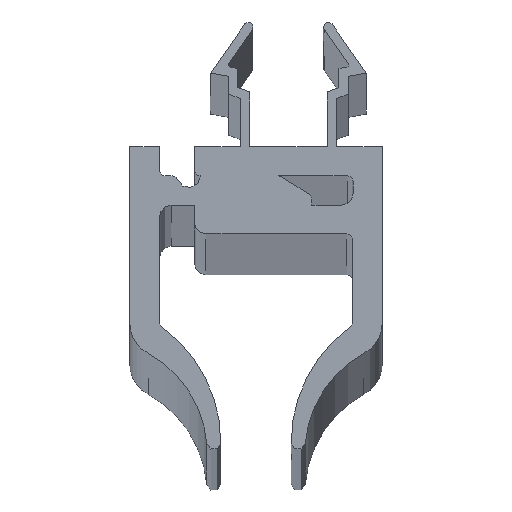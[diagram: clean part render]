
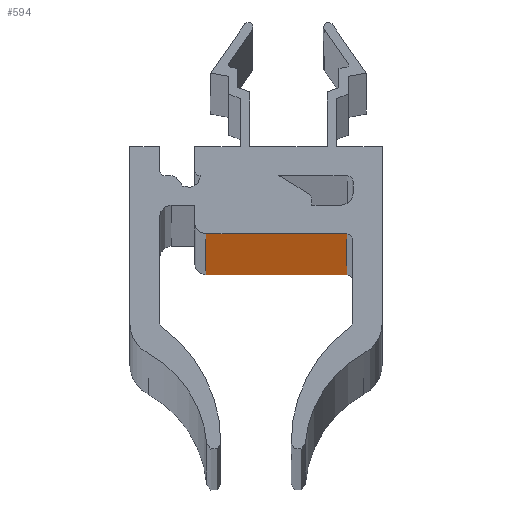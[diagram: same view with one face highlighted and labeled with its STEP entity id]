
A CAD part, top view. The second image highlights one B-rep face of the part: STEP entity #594.
In plain terms, the highlighted planar face has unit normal (0, -1, 0).
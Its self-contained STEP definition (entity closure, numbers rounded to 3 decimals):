
#101 = LINE ( 'NONE', #1939, #1758 ) ;
#278 = DIRECTION ( 'NONE',  ( 0., 0., -1. ) ) ;
#333 = VERTEX_POINT ( 'NONE', #677 ) ;
#387 = PLANE ( 'NONE',  #816 ) ;
#423 = CARTESIAN_POINT ( 'NONE',  ( 4.649, 5.562, 0. ) ) ;
#443 = DIRECTION ( 'NONE',  ( 1., 0., 0. ) ) ;
#481 = EDGE_CURVE ( 'NONE', #1902, #2221, #101, .T. ) ;
#594 = ADVANCED_FACE ( 'NONE', ( #1458 ), #387, .T. ) ;
#654 = LINE ( 'NONE', #1819, #2148 ) ;
#677 = CARTESIAN_POINT ( 'NONE',  ( 10.649, 5.562, 2000. ) ) ;
#686 = CARTESIAN_POINT ( 'NONE',  ( -1.351, 5.562, 0. ) ) ;
#711 = EDGE_CURVE ( 'NONE', #2299, #333, #654, .T. ) ;
#747 = VECTOR ( 'NONE', #1155, 1000. ) ;
#799 = DIRECTION ( 'NONE',  ( 1., 0., 0. ) ) ;
#816 = AXIS2_PLACEMENT_3D ( 'NONE', #423, #1379, #799 ) ;
#858 = CARTESIAN_POINT ( 'NONE',  ( -1.351, 5.562, 2000. ) ) ;
#975 = DIRECTION ( 'NONE',  ( 1., 0., 0. ) ) ;
#995 = VECTOR ( 'NONE', #278, 1000. ) ;
#1155 = DIRECTION ( 'NONE',  ( 0., 0., 1. ) ) ;
#1190 = CARTESIAN_POINT ( 'NONE',  ( 10.649, 5.562, 0. ) ) ;
#1289 = ORIENTED_EDGE ( 'NONE', *, *, #1757, .T. ) ;
#1345 = ORIENTED_EDGE ( 'NONE', *, *, #711, .F. ) ;
#1348 = CARTESIAN_POINT ( 'NONE',  ( 10.649, 5.562, 0. ) ) ;
#1376 = ORIENTED_EDGE ( 'NONE', *, *, #481, .T. ) ;
#1379 = DIRECTION ( 'NONE',  ( 0., -1., 0. ) ) ;
#1383 = EDGE_CURVE ( 'NONE', #2299, #1902, #2451, .T. ) ;
#1458 = FACE_OUTER_BOUND ( 'NONE', #2108, .T. ) ;
#1548 = CARTESIAN_POINT ( 'NONE',  ( -1.351, 5.562, 0. ) ) ;
#1757 = EDGE_CURVE ( 'NONE', #2221, #333, #1854, .T. ) ;
#1758 = VECTOR ( 'NONE', #975, 1000. ) ;
#1819 = CARTESIAN_POINT ( 'NONE',  ( 3.653, 5.562, 2000. ) ) ;
#1854 = LINE ( 'NONE', #1348, #747 ) ;
#1902 = VERTEX_POINT ( 'NONE', #1548 ) ;
#1939 = CARTESIAN_POINT ( 'NONE',  ( 3.653, 5.562, 0. ) ) ;
#2108 = EDGE_LOOP ( 'NONE', ( #1376, #1289, #1345, #2185 ) ) ;
#2148 = VECTOR ( 'NONE', #443, 1000. ) ;
#2185 = ORIENTED_EDGE ( 'NONE', *, *, #1383, .T. ) ;
#2221 = VERTEX_POINT ( 'NONE', #1190 ) ;
#2299 = VERTEX_POINT ( 'NONE', #858 ) ;
#2451 = LINE ( 'NONE', #686, #995 ) ;
